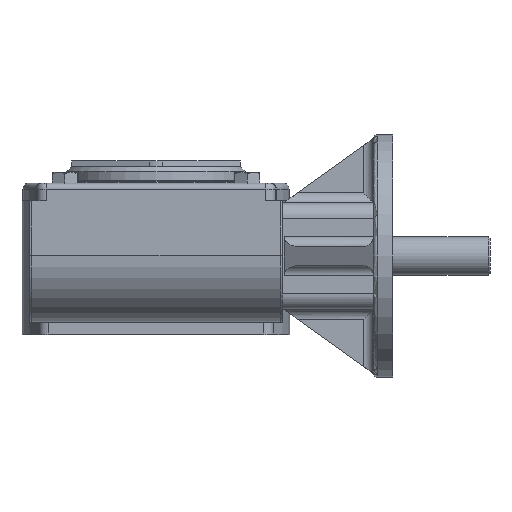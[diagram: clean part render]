
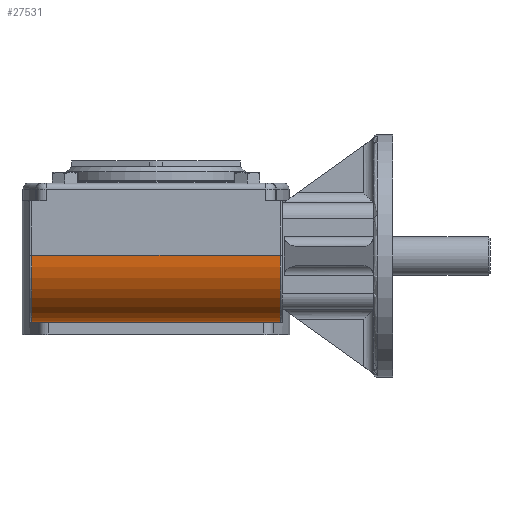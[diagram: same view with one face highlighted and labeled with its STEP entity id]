
A CAD part, front view. The second image highlights one B-rep face of the part: STEP entity #27531.
In plain terms, the highlighted cylindrical face has radius 34.5 mm (diameter 69 mm), a partial arc.
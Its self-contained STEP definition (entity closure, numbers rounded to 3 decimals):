
#1513=LINE('',#44601,#2408);
#1523=LINE('',#44631,#2418);
#2408=VECTOR('',#32144,1000.);
#2418=VECTOR('',#32176,1000.);
#3358=CYLINDRICAL_SURFACE('',#29066,34.5);
#5487=ORIENTED_EDGE('',*,*,#10220,.T.);
#5488=ORIENTED_EDGE('',*,*,#9841,.T.);
#5489=ORIENTED_EDGE('',*,*,#10204,.F.);
#5490=ORIENTED_EDGE('',*,*,#9862,.T.);
#9841=EDGE_CURVE('',#12463,#12465,#14021,.T.);
#9862=EDGE_CURVE('',#12475,#12479,#14029,.T.);
#10204=EDGE_CURVE('',#12475,#12465,#1513,.T.);
#10220=EDGE_CURVE('',#12479,#12463,#1523,.T.);
#12463=VERTEX_POINT('',#42363);
#12465=VERTEX_POINT('',#42367);
#12475=VERTEX_POINT('',#42398);
#12479=VERTEX_POINT('',#42408);
#14021=CIRCLE('',#28747,34.5);
#14029=CIRCLE('',#28763,34.5);
#15228=EDGE_LOOP('',(#5487,#5488,#5489,#5490));
#16773=FACE_BOUND('',#15228,.T.);
#27531=ADVANCED_FACE('',(#16773),#3358,.T.);
#28747=AXIS2_PLACEMENT_3D('',#42368,#31402,#31403);
#28763=AXIS2_PLACEMENT_3D('',#42409,#31445,#31446);
#29066=AXIS2_PLACEMENT_3D('',#44630,#32174,#32175);
#31402=DIRECTION('',(1.,0.,0.));
#31403=DIRECTION('',(0.,0.,-1.));
#31445=DIRECTION('',(-1.,0.,0.));
#31446=DIRECTION('',(0.,0.,1.));
#32144=DIRECTION('',(-1.,0.,0.));
#32174=DIRECTION('',(-1.,0.,0.));
#32175=DIRECTION('',(0.,0.,1.));
#32176=DIRECTION('',(-1.,0.,0.));
#42363=CARTESIAN_POINT('',(-64.,-105.,43.5));
#42367=CARTESIAN_POINT('',(-64.,-70.5,9.));
#42368=CARTESIAN_POINT('',(-64.,-70.5,43.5));
#42398=CARTESIAN_POINT('',(64.,-70.5,9.));
#42408=CARTESIAN_POINT('',(64.,-105.,43.5));
#42409=CARTESIAN_POINT('',(64.,-70.5,43.5));
#44601=CARTESIAN_POINT('',(247.562,-70.5,9.));
#44630=CARTESIAN_POINT('',(36.5,-70.5,43.5));
#44631=CARTESIAN_POINT('',(247.562,-105.,43.5));
